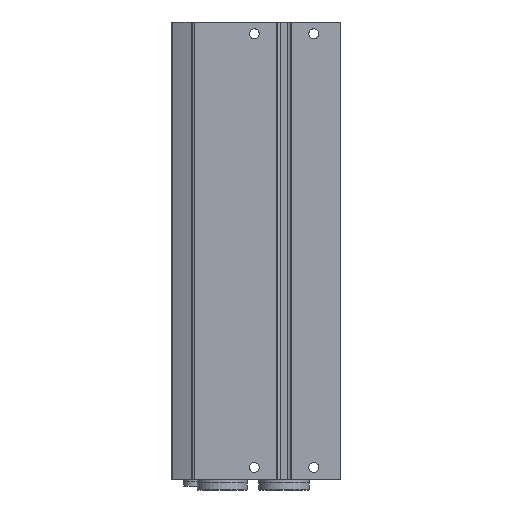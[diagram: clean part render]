
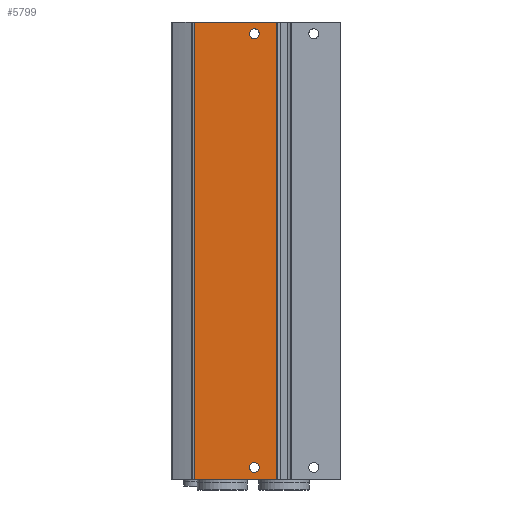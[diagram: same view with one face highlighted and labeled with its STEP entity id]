
A CAD part, front view. The second image highlights one B-rep face of the part: STEP entity #5799.
In plain terms, the highlighted planar face has unit normal (0, -1, 0).
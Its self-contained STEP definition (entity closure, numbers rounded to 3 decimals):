
#279=PLANE('',#6272);
#466=CIRCLE('',#6273,3.15);
#467=CIRCLE('',#6274,3.15);
#900=ORIENTED_EDGE('',*,*,#2372,.F.);
#901=ORIENTED_EDGE('',*,*,#2373,.F.);
#902=ORIENTED_EDGE('',*,*,#2374,.F.);
#903=ORIENTED_EDGE('',*,*,#2371,.F.);
#904=ORIENTED_EDGE('',*,*,#2375,.T.);
#905=ORIENTED_EDGE('',*,*,#2376,.T.);
#2371=EDGE_CURVE('',#3104,#3103,#3649,.T.);
#2372=EDGE_CURVE('',#3105,#3105,#466,.T.);
#2373=EDGE_CURVE('',#3106,#3106,#467,.T.);
#2374=EDGE_CURVE('',#3103,#3107,#3650,.T.);
#2375=EDGE_CURVE('',#3104,#3108,#3651,.T.);
#2376=EDGE_CURVE('',#3108,#3107,#3652,.T.);
#3103=VERTEX_POINT('',#9373);
#3104=VERTEX_POINT('',#9375);
#3105=VERTEX_POINT('',#9379);
#3106=VERTEX_POINT('',#9381);
#3107=VERTEX_POINT('',#9383);
#3108=VERTEX_POINT('',#9385);
#3649=LINE('',#9376,#4012);
#3650=LINE('',#9382,#4013);
#3651=LINE('',#9384,#4014);
#3652=LINE('',#9386,#4015);
#4012=VECTOR('',#7082,1000.);
#4013=VECTOR('',#7089,1000.);
#4014=VECTOR('',#7090,1000.);
#4015=VECTOR('',#7091,1000.);
#4385=EDGE_LOOP('',(#900));
#4386=EDGE_LOOP('',(#901));
#4387=EDGE_LOOP('',(#902,#903,#904,#905));
#5030=FACE_BOUND('',#4385,.T.);
#5031=FACE_BOUND('',#4386,.T.);
#5032=FACE_BOUND('',#4387,.T.);
#5799=ADVANCED_FACE('',(#5030,#5031,#5032),#279,.T.);
#6272=AXIS2_PLACEMENT_3D('',#9377,#7083,#7084);
#6273=AXIS2_PLACEMENT_3D('',#9378,#7085,#7086);
#6274=AXIS2_PLACEMENT_3D('',#9380,#7087,#7088);
#7082=DIRECTION('',(0.,0.,1.));
#7083=DIRECTION('',(0.,-1.,0.));
#7084=DIRECTION('',(0.,0.,-1.));
#7085=DIRECTION('',(0.,-1.,0.));
#7086=DIRECTION('',(0.,0.,-1.));
#7087=DIRECTION('',(0.,-1.,0.));
#7088=DIRECTION('',(0.,0.,-1.));
#7089=DIRECTION('',(1.,0.,0.));
#7090=DIRECTION('',(1.,0.,0.));
#7091=DIRECTION('',(0.,0.,1.));
#9373=CARTESIAN_POINT('',(-57.5,0.,0.));
#9375=CARTESIAN_POINT('',(-57.5,0.,-292.));
#9376=CARTESIAN_POINT('',(-57.5,0.,-292.));
#9377=CARTESIAN_POINT('',(-57.5,0.,-292.));
#9378=CARTESIAN_POINT('',(-19.,0.,-284.5));
#9379=CARTESIAN_POINT('',(-19.,0.,-287.65));
#9380=CARTESIAN_POINT('',(-19.,0.,-7.5));
#9381=CARTESIAN_POINT('',(-19.,0.,-10.65));
#9382=CARTESIAN_POINT('',(-57.5,0.,0.));
#9383=CARTESIAN_POINT('',(-4.7,0.,0.));
#9384=CARTESIAN_POINT('',(-57.5,0.,-292.));
#9385=CARTESIAN_POINT('',(-4.7,0.,-292.));
#9386=CARTESIAN_POINT('',(-4.7,0.,-292.));
